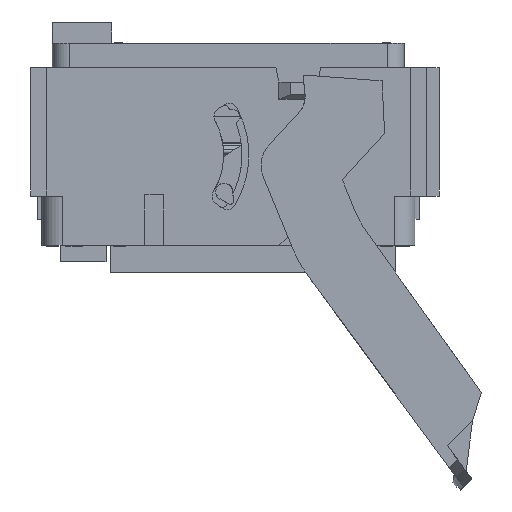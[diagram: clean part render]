
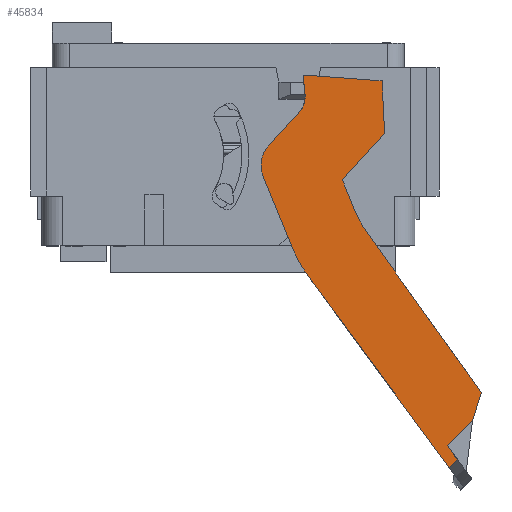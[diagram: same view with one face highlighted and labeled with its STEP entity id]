
A CAD part, front view. The second image highlights one B-rep face of the part: STEP entity #45834.
In plain terms, the highlighted planar face has unit normal (0, -1, 0).
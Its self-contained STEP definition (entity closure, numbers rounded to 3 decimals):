
#40012=FACE_OUTER_BOUND('',#55084,.T.);
#45834=ADVANCED_FACE('',(#40012),#49854,.T.);
#49854=PLANE('',#128495);
#55084=EDGE_LOOP('',(#75657,#75658,#75659,#75660,#75661,#75662,#75663,#75664,
#75665,#75666,#75667,#75668,#75669,#75670,#75671,#75672,#75673));
#57970=CIRCLE('',#128337,4.1);
#58011=CIRCLE('',#128492,5.);
#58012=CIRCLE('',#128493,20.);
#58013=CIRCLE('',#128494,20.);
#75657=ORIENTED_EDGE('',*,*,#100970,.T.);
#75658=ORIENTED_EDGE('',*,*,#100971,.F.);
#75659=ORIENTED_EDGE('',*,*,#100972,.T.);
#75660=ORIENTED_EDGE('',*,*,#100973,.T.);
#75661=ORIENTED_EDGE('',*,*,#100974,.T.);
#75662=ORIENTED_EDGE('',*,*,#100975,.T.);
#75663=ORIENTED_EDGE('',*,*,#100863,.F.);
#75664=ORIENTED_EDGE('',*,*,#100798,.F.);
#75665=ORIENTED_EDGE('',*,*,#100976,.F.);
#75666=ORIENTED_EDGE('',*,*,#100843,.F.);
#75667=ORIENTED_EDGE('',*,*,#100977,.F.);
#75668=ORIENTED_EDGE('',*,*,#100978,.T.);
#75669=ORIENTED_EDGE('',*,*,#100979,.F.);
#75670=ORIENTED_EDGE('',*,*,#100980,.F.);
#75671=ORIENTED_EDGE('',*,*,#100981,.F.);
#75672=ORIENTED_EDGE('',*,*,#100982,.T.);
#75673=ORIENTED_EDGE('',*,*,#100690,.T.);
#89574=VERTEX_POINT('',#174015);
#89575=VERTEX_POINT('',#174017);
#89646=VERTEX_POINT('',#174234);
#89647=VERTEX_POINT('',#174236);
#89678=VERTEX_POINT('',#174324);
#89679=VERTEX_POINT('',#174326);
#89688=VERTEX_POINT('',#174363);
#89742=VERTEX_POINT('',#174600);
#89743=VERTEX_POINT('',#174602);
#89744=VERTEX_POINT('',#174604);
#89745=VERTEX_POINT('',#174606);
#89746=VERTEX_POINT('',#174608);
#89747=VERTEX_POINT('',#174612);
#89748=VERTEX_POINT('',#174614);
#89749=VERTEX_POINT('',#174616);
#89750=VERTEX_POINT('',#174618);
#89751=VERTEX_POINT('',#174620);
#100690=EDGE_CURVE('',#89575,#89574,#57970,.T.);
#100798=EDGE_CURVE('',#89646,#89647,#110579,.T.);
#100843=EDGE_CURVE('',#89678,#89679,#110624,.T.);
#100863=EDGE_CURVE('',#89647,#89688,#110644,.T.);
#100970=EDGE_CURVE('',#89574,#89742,#110724,.T.);
#100971=EDGE_CURVE('',#89743,#89742,#58011,.T.);
#100972=EDGE_CURVE('',#89743,#89744,#110725,.T.);
#100973=EDGE_CURVE('',#89744,#89745,#58012,.T.);
#100974=EDGE_CURVE('',#89745,#89746,#110726,.T.);
#100975=EDGE_CURVE('',#89746,#89688,#110727,.T.);
#100976=EDGE_CURVE('',#89679,#89646,#110728,.T.);
#100977=EDGE_CURVE('',#89747,#89678,#58013,.T.);
#100978=EDGE_CURVE('',#89747,#89748,#110729,.T.);
#100979=EDGE_CURVE('',#89749,#89748,#110730,.T.);
#100980=EDGE_CURVE('',#89750,#89749,#110731,.T.);
#100981=EDGE_CURVE('',#89751,#89750,#110732,.T.);
#100982=EDGE_CURVE('',#89751,#89575,#110733,.T.);
#110579=LINE('',#174235,#119557);
#110624=LINE('',#174325,#119602);
#110644=LINE('',#174362,#119622);
#110724=LINE('',#174599,#119703);
#110725=LINE('',#174603,#119704);
#110726=LINE('',#174607,#119705);
#110727=LINE('',#174609,#119706);
#110728=LINE('',#174610,#119707);
#110729=LINE('',#174613,#119708);
#110730=LINE('',#174615,#119709);
#110731=LINE('',#174617,#119710);
#110732=LINE('',#174619,#119711);
#110733=LINE('',#174621,#119712);
#119557=VECTOR('',#146871,1.);
#119602=VECTOR('',#146942,1.);
#119622=VECTOR('',#146978,1.);
#119703=VECTOR('',#147201,1.);
#119704=VECTOR('',#147204,1.);
#119705=VECTOR('',#147207,1.);
#119706=VECTOR('',#147208,1.);
#119707=VECTOR('',#147209,1.);
#119708=VECTOR('',#147212,1.);
#119709=VECTOR('',#147213,1.);
#119710=VECTOR('',#147214,1.);
#119711=VECTOR('',#147215,1.);
#119712=VECTOR('',#147216,1.);
#128337=AXIS2_PLACEMENT_3D('',#174016,#146661,#146662);
#128492=AXIS2_PLACEMENT_3D('',#174601,#147202,#147203);
#128493=AXIS2_PLACEMENT_3D('',#174605,#147205,#147206);
#128494=AXIS2_PLACEMENT_3D('',#174611,#147210,#147211);
#128495=AXIS2_PLACEMENT_3D('',#174622,#147217,#147218);
#146661=DIRECTION('',(0.,1.,0.));
#146662=DIRECTION('',(-0.982,0.,-0.187));
#146871=DIRECTION('',(-0.712,0.,-0.702));
#146942=DIRECTION('',(0.582,0.,-0.813));
#146978=DIRECTION('',(0.593,0.,-0.805));
#147201=DIRECTION('',(-0.674,0.,-0.739));
#147202=DIRECTION('',(0.,1.,0.));
#147203=DIRECTION('',(-0.982,0.,-0.187));
#147204=DIRECTION('',(0.38,0.,-0.925));
#147205=DIRECTION('',(0.,-1.,0.));
#147206=DIRECTION('',(-0.982,0.,-0.187));
#147207=DIRECTION('',(0.593,0.,-0.805));
#147208=DIRECTION('',(0.712,0.,0.702));
#147209=DIRECTION('',(-0.297,0.,-0.955));
#147210=DIRECTION('',(0.,-1.,0.));
#147211=DIRECTION('',(-0.982,0.,-0.187));
#147212=DIRECTION('',(-0.38,0.,0.925));
#147213=DIRECTION('',(-0.674,0.,-0.739));
#147214=DIRECTION('',(0.048,0.,-0.999));
#147215=DIRECTION('',(0.997,0.,-0.074));
#147216=DIRECTION('',(0.101,0.,-0.995));
#147217=DIRECTION('',(0.,-1.,0.));
#147218=DIRECTION('',(-0.991,0.,-0.135));
#174015=CARTESIAN_POINT('',(-20.618,-39.286,22.89));
#174016=CARTESIAN_POINT('',(-23.647,-39.286,25.653));
#174017=CARTESIAN_POINT('',(-19.568,-39.286,26.066));
#174234=CARTESIAN_POINT('',(9.306,-39.286,-30.261));
#174235=CARTESIAN_POINT('',(16.152,-39.286,-23.505));
#174236=CARTESIAN_POINT('',(4.964,-39.286,-34.547));
#174324=CARTESIAN_POINT('',(-8.739,-39.286,1.973));
#174325=CARTESIAN_POINT('',(-17.063,-39.286,13.591));
#174326=CARTESIAN_POINT('',(10.835,-39.286,-25.346));
#174362=CARTESIAN_POINT('',(-25.77,-39.286,7.223));
#174363=CARTESIAN_POINT('',(6.671,-39.286,-36.867));
#174599=CARTESIAN_POINT('',(-26.006,-39.286,16.985));
#174600=CARTESIAN_POINT('',(-25.863,-39.286,17.141));
#174601=CARTESIAN_POINT('',(-22.17,-39.286,13.771));
#174602=CARTESIAN_POINT('',(-26.796,-39.286,11.874));
#174603=CARTESIAN_POINT('',(-25.783,-39.286,9.405));
#174604=CARTESIAN_POINT('',(-21.615,-39.286,-0.756));
#174605=CARTESIAN_POINT('',(-3.111,-39.286,6.835));
#174606=CARTESIAN_POINT('',(-19.22,-39.286,-5.019));
#174607=CARTESIAN_POINT('',(-27.364,-39.286,6.05));
#174608=CARTESIAN_POINT('',(5.248,-39.286,-38.272));
#174609=CARTESIAN_POINT('',(5.431,-39.286,-38.091));
#174610=CARTESIAN_POINT('',(5.04,-39.286,-43.978));
#174611=CARTESIAN_POINT('',(7.519,-39.286,13.621));
#174612=CARTESIAN_POINT('',(-10.985,-39.286,6.031));
#174613=CARTESIAN_POINT('',(-14.301,-39.286,14.115));
#174614=CARTESIAN_POINT('',(-13.135,-39.286,11.271));
#174615=CARTESIAN_POINT('',(-15.377,-39.286,8.813));
#174616=CARTESIAN_POINT('',(-5.854,-39.286,19.251));
#174617=CARTESIAN_POINT('',(-5.543,-39.286,12.82));
#174618=CARTESIAN_POINT('',(-6.295,-39.286,28.357));
#174619=CARTESIAN_POINT('',(-17.792,-39.286,29.207));
#174620=CARTESIAN_POINT('',(-19.901,-39.286,29.363));
#174621=CARTESIAN_POINT('',(-19.45,-39.286,24.897));
#174622=CARTESIAN_POINT('',(-19.052,-39.286,12.166));
